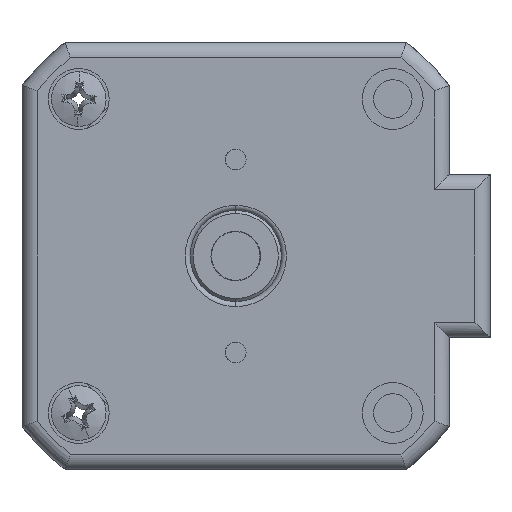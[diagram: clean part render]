
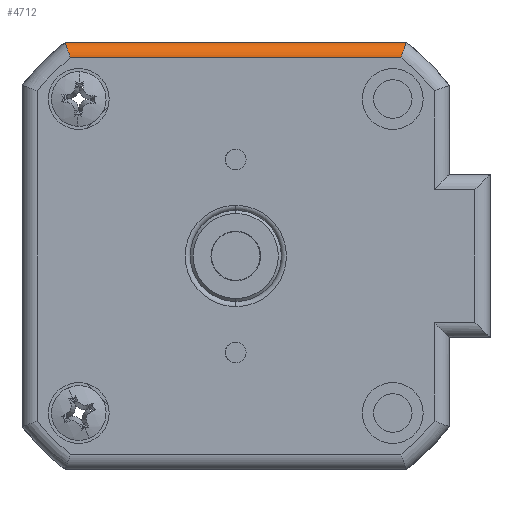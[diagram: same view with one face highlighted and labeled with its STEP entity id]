
A CAD part, front view. The second image highlights one B-rep face of the part: STEP entity #4712.
In plain terms, the highlighted cylindrical face has radius 1.5 mm (diameter 3 mm), a partial arc.
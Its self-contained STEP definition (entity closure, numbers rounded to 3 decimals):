
#177 = CARTESIAN_POINT ( 'NONE',  ( -21.021, -25.707, 36.238 ) ) ;
#212 = CARTESIAN_POINT ( 'NONE',  ( -21.345, -25.42, 37.143 ) ) ;
#472 = B_SPLINE_CURVE_WITH_KNOTS ( 'NONE', 3,
 ( #794, #8684, #10282, #6296, #1572, #7110, #2347, #7900, #3139, #8719, #3955, #9519 ),
 .UNSPECIFIED., .F., .F.,
 ( 4, 2, 2, 2, 2, 4 ),
 ( 0., 0.001, 0.001, 0.002, 0.002, 0.002 ),
 .UNSPECIFIED. ) ;
#794 = CARTESIAN_POINT ( 'NONE',  ( 11.604, -25.707, 36.238 ) ) ;
#1052 = CYLINDRICAL_SURFACE ( 'NONE', #10204, 1.5 ) ;
#1295 = VERTEX_POINT ( 'NONE', #177 ) ;
#1334 = EDGE_CURVE ( 'NONE', #1295, #2976, #4884, .T. ) ;
#1359 = CARTESIAN_POINT ( 'NONE',  ( -21.286, -25.527, 36.976 ) ) ;
#1572 = CARTESIAN_POINT ( 'NONE',  ( 11.928, -25.42, 37.143 ) ) ;
#1870 = ORIENTED_EDGE ( 'NONE', *, *, #9967, .F. ) ;
#2020 = CARTESIAN_POINT ( 'NONE',  ( -21.555, -24.207, 36.238 ) ) ;
#2029 = CARTESIAN_POINT ( 'NONE',  ( -4.709, -25.707, 36.238 ) ) ;
#2039 = CARTESIAN_POINT ( 'NONE',  ( -21.555, -24.207, 37.738 ) ) ;
#2054 = EDGE_CURVE ( 'NONE', #7483, #6461, #472, .T. ) ;
#2186 = EDGE_LOOP ( 'NONE', ( #6019, #1870, #2404, #6498 ) ) ;
#2347 = CARTESIAN_POINT ( 'NONE',  ( 12.067, -24.981, 37.539 ) ) ;
#2404 = ORIENTED_EDGE ( 'NONE', *, *, #1334, .F. ) ;
#2842 = DIRECTION ( 'NONE',  ( 1., 0., 0. ) ) ;
#2976 = VERTEX_POINT ( 'NONE', #6875 ) ;
#3139 = CARTESIAN_POINT ( 'NONE',  ( 12.12, -24.607, 37.687 ) ) ;
#3852 = CARTESIAN_POINT ( 'NONE',  ( -21.159, -25.67, 36.621 ) ) ;
#3955 = CARTESIAN_POINT ( 'NONE',  ( 12.137, -24.309, 37.738 ) ) ;
#4303 = CARTESIAN_POINT ( 'NONE',  ( -21.021, -25.707, 36.238 ) ) ;
#4712 = ADVANCED_FACE ( 'NONE', ( #7588 ), #1052, .T. ) ;
#4775 = CARTESIAN_POINT ( 'NONE',  ( 11.604, -25.707, 36.238 ) ) ;
#4884 = B_SPLINE_CURVE_WITH_KNOTS ( 'NONE', 3,
 ( #4303, #6018, #3852, #1359, #212, #5913, #5881, #7621, #6591, #6726, #9639, #7844 ),
 .UNSPECIFIED., .F., .F.,
 ( 4, 2, 2, 2, 2, 4 ),
 ( 0., 0.001, 0.001, 0.002, 0.002, 0.002 ),
 .UNSPECIFIED. ) ;
#5881 = CARTESIAN_POINT ( 'NONE',  ( -21.485, -24.981, 37.539 ) ) ;
#5913 = CARTESIAN_POINT ( 'NONE',  ( -21.444, -25.148, 37.423 ) ) ;
#5926 = LINE ( 'NONE', #2039, #9934 ) ;
#6018 = CARTESIAN_POINT ( 'NONE',  ( -21.09, -25.707, 36.428 ) ) ;
#6019 = ORIENTED_EDGE ( 'NONE', *, *, #2054, .T. ) ;
#6296 = CARTESIAN_POINT ( 'NONE',  ( 11.868, -25.527, 36.976 ) ) ;
#6461 = VERTEX_POINT ( 'NONE', #9325 ) ;
#6498 = ORIENTED_EDGE ( 'NONE', *, *, #8235, .F. ) ;
#6591 = CARTESIAN_POINT ( 'NONE',  ( -21.537, -24.607, 37.687 ) ) ;
#6654 = VECTOR ( 'NONE', #9204, 1000. ) ;
#6726 = CARTESIAN_POINT ( 'NONE',  ( -21.551, -24.41, 37.728 ) ) ;
#6766 = DIRECTION ( 'NONE',  ( 0., 0., -1. ) ) ;
#6875 = CARTESIAN_POINT ( 'NONE',  ( -21.555, -24.207, 37.738 ) ) ;
#7110 = CARTESIAN_POINT ( 'NONE',  ( 12.027, -25.148, 37.423 ) ) ;
#7483 = VERTEX_POINT ( 'NONE', #4775 ) ;
#7588 = FACE_OUTER_BOUND ( 'NONE', #2186, .T. ) ;
#7621 = CARTESIAN_POINT ( 'NONE',  ( -21.526, -24.704, 37.657 ) ) ;
#7732 = DIRECTION ( 'NONE',  ( 1., 0., 0. ) ) ;
#7844 = CARTESIAN_POINT ( 'NONE',  ( -21.555, -24.207, 37.738 ) ) ;
#7900 = CARTESIAN_POINT ( 'NONE',  ( 12.109, -24.704, 37.657 ) ) ;
#8235 = EDGE_CURVE ( 'NONE', #7483, #1295, #8802, .T. ) ;
#8684 = CARTESIAN_POINT ( 'NONE',  ( 11.672, -25.707, 36.428 ) ) ;
#8719 = CARTESIAN_POINT ( 'NONE',  ( 12.134, -24.41, 37.728 ) ) ;
#8802 = LINE ( 'NONE', #2029, #6654 ) ;
#9204 = DIRECTION ( 'NONE',  ( -1., 0., 0. ) ) ;
#9325 = CARTESIAN_POINT ( 'NONE',  ( 12.137, -24.207, 37.738 ) ) ;
#9519 = CARTESIAN_POINT ( 'NONE',  ( 12.137, -24.207, 37.738 ) ) ;
#9639 = CARTESIAN_POINT ( 'NONE',  ( -21.555, -24.309, 37.738 ) ) ;
#9934 = VECTOR ( 'NONE', #2842, 1000. ) ;
#9967 = EDGE_CURVE ( 'NONE', #2976, #6461, #5926, .T. ) ;
#10204 = AXIS2_PLACEMENT_3D ( 'NONE', #2020, #7732, #6766 ) ;
#10282 = CARTESIAN_POINT ( 'NONE',  ( 11.741, -25.67, 36.621 ) ) ;
